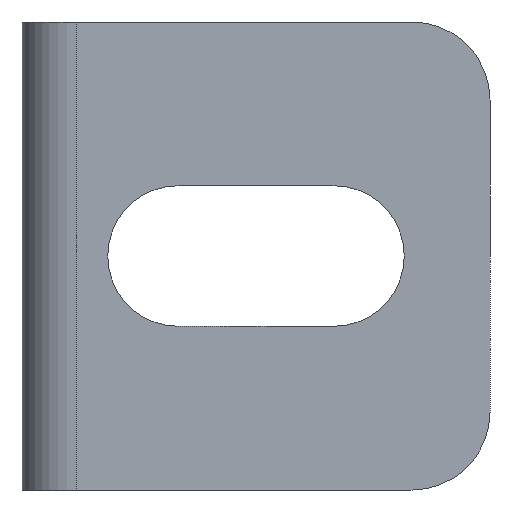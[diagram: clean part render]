
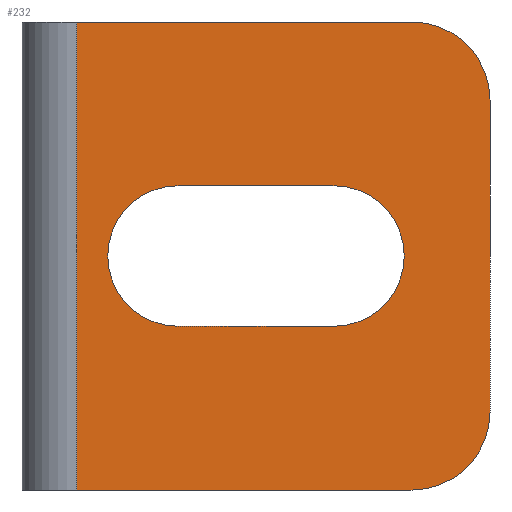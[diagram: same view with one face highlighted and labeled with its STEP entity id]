
A CAD part, front view. The second image highlights one B-rep face of the part: STEP entity #232.
In plain terms, the highlighted planar face has unit normal (0, -1, 0).
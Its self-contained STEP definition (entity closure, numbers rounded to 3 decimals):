
#95 = EDGE_CURVE ( 'NONE', #329, #305, #775, .T. ) ;
#98 = DIRECTION ( 'NONE',  ( 0., 0., -1. ) ) ;
#199 = EDGE_LOOP ( 'NONE', ( #344, #228, #278, #269 ) ) ;
#228 = ORIENTED_EDGE ( 'NONE', *, *, #277, .F. ) ;
#231 = VERTEX_POINT ( 'NONE', #842 ) ;
#232 = ADVANCED_FACE ( 'NONE', ( #820, #766 ), #795, .F. ) ;
#240 = ORIENTED_EDGE ( 'NONE', *, *, #275, .T. ) ;
#241 = EDGE_CURVE ( 'NONE', #328, #276, #786, .T. ) ;
#243 = EDGE_LOOP ( 'NONE', ( #274, #247, #264, #240, #265, #270 ) ) ;
#244 = VERTEX_POINT ( 'NONE', #788 ) ;
#245 = EDGE_CURVE ( 'NONE', #305, #249, #832, .T. ) ;
#247 = ORIENTED_EDGE ( 'NONE', *, *, #245, .T. ) ;
#248 = VERTEX_POINT ( 'NONE', #767 ) ;
#249 = VERTEX_POINT ( 'NONE', #829 ) ;
#263 = EDGE_CURVE ( 'NONE', #324, #267, #770, .T. ) ;
#264 = ORIENTED_EDGE ( 'NONE', *, *, #268, .F. ) ;
#265 = ORIENTED_EDGE ( 'NONE', *, *, #241, .F. ) ;
#266 = EDGE_CURVE ( 'NONE', #267, #248, #492, .T. ) ;
#267 = VERTEX_POINT ( 'NONE', #816 ) ;
#268 = EDGE_CURVE ( 'NONE', #244, #249, #281, .T. ) ;
#269 = ORIENTED_EDGE ( 'NONE', *, *, #263, .F. ) ;
#270 = ORIENTED_EDGE ( 'NONE', *, *, #273, .T. ) ;
#273 = EDGE_CURVE ( 'NONE', #328, #329, #813, .T. ) ;
#274 = ORIENTED_EDGE ( 'NONE', *, *, #95, .T. ) ;
#275 = EDGE_CURVE ( 'NONE', #244, #276, #734, .T. ) ;
#276 = VERTEX_POINT ( 'NONE', #730 ) ;
#277 = EDGE_CURVE ( 'NONE', #248, #231, #719, .T. ) ;
#278 = ORIENTED_EDGE ( 'NONE', *, *, #266, .F. ) ;
#279 = VECTOR ( 'NONE', #284, 1000. ) ;
#281 = LINE ( 'NONE', #285, #279 ) ;
#284 = DIRECTION ( 'NONE',  ( 0., 0., -1. ) ) ;
#285 = CARTESIAN_POINT ( 'NONE',  ( 30., 0., 15. ) ) ;
#305 = VERTEX_POINT ( 'NONE', #663 ) ;
#324 = VERTEX_POINT ( 'NONE', #544 ) ;
#328 = VERTEX_POINT ( 'NONE', #579 ) ;
#329 = VERTEX_POINT ( 'NONE', #534 ) ;
#338 = EDGE_CURVE ( 'NONE', #231, #324, #562, .T. ) ;
#344 = ORIENTED_EDGE ( 'NONE', *, *, #338, .F. ) ;
#483 = CARTESIAN_POINT ( 'NONE',  ( 10., 0., 4.5 ) ) ;
#484 = DIRECTION ( 'NONE',  ( -1., 0., 0. ) ) ;
#485 = VECTOR ( 'NONE', #484, 1000. ) ;
#492 = LINE ( 'NONE', #483, #485 ) ;
#534 = CARTESIAN_POINT ( 'NONE',  ( 3.5, 0., -15. ) ) ;
#544 = CARTESIAN_POINT ( 'NONE',  ( 20., 0., -4.5 ) ) ;
#559 = DIRECTION ( 'NONE',  ( 1., 0., 0. ) ) ;
#560 = VECTOR ( 'NONE', #559, 1000. ) ;
#561 = CARTESIAN_POINT ( 'NONE',  ( 10., 0., -4.5 ) ) ;
#562 = LINE ( 'NONE', #561, #560 ) ;
#579 = CARTESIAN_POINT ( 'NONE',  ( 3.5, 0., 15. ) ) ;
#663 = CARTESIAN_POINT ( 'NONE',  ( 25., 0., -15. ) ) ;
#716 = DIRECTION ( 'NONE',  ( 0., 0., -1. ) ) ;
#717 = DIRECTION ( 'NONE',  ( 0., -1., 0. ) ) ;
#718 = AXIS2_PLACEMENT_3D ( 'NONE', #731, #717, #716 ) ;
#719 = CIRCLE ( 'NONE', #718, 4.5 ) ;
#725 = DIRECTION ( 'NONE',  ( 0., 0., 1. ) ) ;
#726 = DIRECTION ( 'NONE',  ( 0., -1., 0. ) ) ;
#727 = CARTESIAN_POINT ( 'NONE',  ( 25., 0., 10. ) ) ;
#728 = AXIS2_PLACEMENT_3D ( 'NONE', #727, #726, #725 ) ;
#730 = CARTESIAN_POINT ( 'NONE',  ( 25., 0., 15. ) ) ;
#731 = CARTESIAN_POINT ( 'NONE',  ( 10., 0., 0. ) ) ;
#734 = CIRCLE ( 'NONE', #728, 5. ) ;
#764 = DIRECTION ( 'NONE',  ( 0., 0., 1. ) ) ;
#765 = DIRECTION ( 'NONE',  ( 0., 1., 0. ) ) ;
#766 = FACE_OUTER_BOUND ( 'NONE', #243, .T. ) ;
#767 = CARTESIAN_POINT ( 'NONE',  ( 10., 0., 4.5 ) ) ;
#769 = AXIS2_PLACEMENT_3D ( 'NONE', #825, #765, #764 ) ;
#770 = CIRCLE ( 'NONE', #803, 4.5 ) ;
#775 = LINE ( 'NONE', #789, #838 ) ;
#776 = DIRECTION ( 'NONE',  ( 0., -1., 0. ) ) ;
#777 = CARTESIAN_POINT ( 'NONE',  ( 25., 0., -10. ) ) ;
#785 = CARTESIAN_POINT ( 'NONE',  ( 0., 0., 15. ) ) ;
#786 = LINE ( 'NONE', #785, #828 ) ;
#788 = CARTESIAN_POINT ( 'NONE',  ( 30., 0., 10. ) ) ;
#789 = CARTESIAN_POINT ( 'NONE',  ( 0., 0., -15. ) ) ;
#795 = PLANE ( 'NONE',  #769 ) ;
#802 = CARTESIAN_POINT ( 'NONE',  ( 20., 0., 0. ) ) ;
#803 = AXIS2_PLACEMENT_3D ( 'NONE', #802, #818, #817 ) ;
#811 = CARTESIAN_POINT ( 'NONE',  ( 3.5, 0., 15. ) ) ;
#812 = VECTOR ( 'NONE', #98, 1000. ) ;
#813 = LINE ( 'NONE', #811, #812 ) ;
#816 = CARTESIAN_POINT ( 'NONE',  ( 20., 0., 4.5 ) ) ;
#817 = DIRECTION ( 'NONE',  ( 0., 0., -1. ) ) ;
#818 = DIRECTION ( 'NONE',  ( 0., -1., 0. ) ) ;
#819 = AXIS2_PLACEMENT_3D ( 'NONE', #777, #776, #853 ) ;
#820 = FACE_BOUND ( 'NONE', #199, .T. ) ;
#825 = CARTESIAN_POINT ( 'NONE',  ( 0., 0., 15. ) ) ;
#827 = DIRECTION ( 'NONE',  ( 1., 0., 0. ) ) ;
#828 = VECTOR ( 'NONE', #827, 1000. ) ;
#829 = CARTESIAN_POINT ( 'NONE',  ( 30., 0., -10. ) ) ;
#832 = CIRCLE ( 'NONE', #819, 5. ) ;
#838 = VECTOR ( 'NONE', #843, 1000. ) ;
#842 = CARTESIAN_POINT ( 'NONE',  ( 10., 0., -4.5 ) ) ;
#843 = DIRECTION ( 'NONE',  ( 1., 0., 0. ) ) ;
#853 = DIRECTION ( 'NONE',  ( 0., 0., 1. ) ) ;
